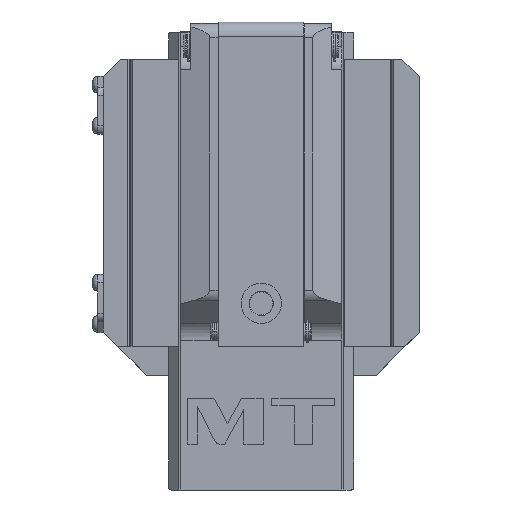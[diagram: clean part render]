
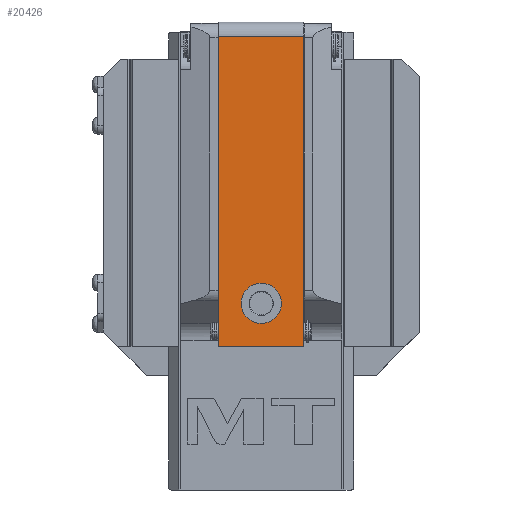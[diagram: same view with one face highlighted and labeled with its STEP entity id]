
A CAD part, left-side view. The second image highlights one B-rep face of the part: STEP entity #20426.
In plain terms, the highlighted planar face has unit normal (-1, 0, 0).
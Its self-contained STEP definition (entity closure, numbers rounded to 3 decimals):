
#6420=DIRECTION('',(0.,0.,1.));
#6421=VECTOR('',#6420,108.);
#6422=CARTESIAN_POINT('',(-112.5,14.85,-40.));
#6423=LINE('',#6422,#6421);
#6530=DIRECTION('',(0.,0.,1.));
#6531=VECTOR('',#6530,108.);
#6532=CARTESIAN_POINT('',(-112.5,-14.85,-40.));
#6533=LINE('',#6532,#6531);
#6950=DIRECTION('',(0.,-1.,0.));
#6951=VECTOR('',#6950,29.7);
#6952=CARTESIAN_POINT('',(-112.5,14.85,68.));
#6953=LINE('',#6952,#6951);
#6954=DIRECTION('',(0.,1.,0.));
#6955=VECTOR('',#6954,29.7);
#6956=CARTESIAN_POINT('',(-112.5,-14.85,-40.));
#6957=LINE('',#6956,#6955);
#6958=CARTESIAN_POINT('',(-112.5,0.,-25.));
#6959=DIRECTION('',(-1.,0.,0.));
#6960=DIRECTION('',(0.,0.,1.));
#6961=AXIS2_PLACEMENT_3D('',#6958,#6959,#6960);
#6963=CARTESIAN_POINT('',(-112.5,0.,-25.));
#6964=DIRECTION('',(-1.,0.,0.));
#6965=DIRECTION('',(0.,0.,-1.));
#6966=AXIS2_PLACEMENT_3D('',#6963,#6964,#6965);
#11719=CARTESIAN_POINT('',(-112.5,-14.85,-40.));
#11720=VERTEX_POINT('',#11719);
#11725=CARTESIAN_POINT('',(-112.5,14.85,-40.));
#11726=VERTEX_POINT('',#11725);
#11728=CARTESIAN_POINT('',(-112.5,-14.85,68.));
#11730=VERTEX_POINT('',#11728);
#11731=CARTESIAN_POINT('',(-112.5,14.85,68.));
#11732=VERTEX_POINT('',#11731);
#11913=CARTESIAN_POINT('',(-112.5,0.,-18.));
#11914=CARTESIAN_POINT('',(-112.5,0.,-32.));
#11915=VERTEX_POINT('',#11913);
#11916=VERTEX_POINT('',#11914);
#20408=CARTESIAN_POINT('',(-112.5,-14.85,-40.));
#20409=DIRECTION('',(-1.,0.,0.));
#20410=DIRECTION('',(0.,0.,1.));
#20411=AXIS2_PLACEMENT_3D('',#20408,#20409,#20410);
#20412=PLANE('',#20411);
#20413=ORIENTED_EDGE('',*,*,#20401,.T.);
#20414=ORIENTED_EDGE('',*,*,#19893,.F.);
#20416=ORIENTED_EDGE('',*,*,#20415,.T.);
#20417=ORIENTED_EDGE('',*,*,#19800,.T.);
#20418=EDGE_LOOP('',(#20413,#20414,#20416,#20417));
#20419=FACE_OUTER_BOUND('',#20418,.F.);
#20421=ORIENTED_EDGE('',*,*,#20420,.T.);
#20423=ORIENTED_EDGE('',*,*,#20422,.T.);
#20424=EDGE_LOOP('',(#20421,#20423));
#20425=FACE_BOUND('',#20424,.F.);
#20426=ADVANCED_FACE('',(#20419,#20425),#20412,.T.);
#6962=CIRCLE('',#6961,7.);
#6967=CIRCLE('',#6966,7.);
#19800=EDGE_CURVE('',#11726,#11732,#6423,.T.);
#19893=EDGE_CURVE('',#11720,#11730,#6533,.T.);
#20401=EDGE_CURVE('',#11732,#11730,#6953,.T.);
#20415=EDGE_CURVE('',#11720,#11726,#6957,.T.);
#20420=EDGE_CURVE('',#11915,#11916,#6962,.T.);
#20422=EDGE_CURVE('',#11916,#11915,#6967,.T.);
